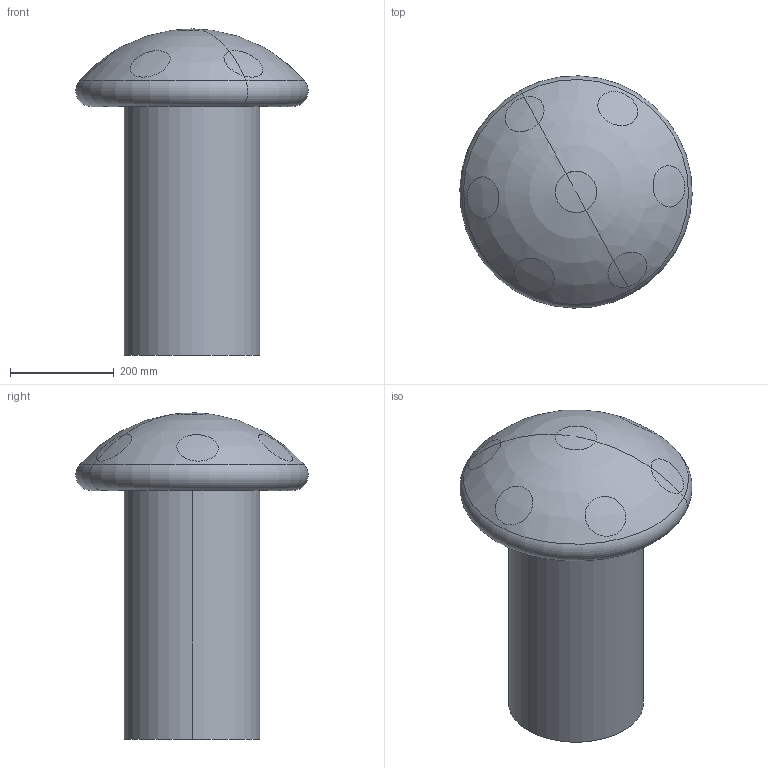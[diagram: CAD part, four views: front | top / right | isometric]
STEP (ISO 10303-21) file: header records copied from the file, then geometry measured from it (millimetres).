
FILE_DESCRIPTION(('FreeCAD Model'),'2;1');
FILE_NAME('Open CASCADE Shape Model','2024-04-29T15:48:54',('Author'),( ''),'Open CASCADE STEP processor 7.6','FreeCAD','Unknown');
FILE_SCHEMA(('AUTOMOTIVE_DESIGN { 1 0 10303 214 1 1 1 1 }'));
Length unit declared in the file: millimetre
Products named in the file (11): Unnamed; 20230315_Pilz_konzept; 20230315_Pilz_konzept008; 20230315_Pilz_konzept001; 20230315_Pilz_konzept002; 20230315_Pilz_konzept003; 20230315_Pilz_konzept004; 20230315_Pilz_konzept005; 20230315_Pilz_konzept006; 20230315_Pilz_konzept007; 20231116_Stepper_d_262
Assembly tree (10 placements, depth 3):
  Unnamed
    20230315_Pilz_konzept
    20230315_Pilz_konzept008
      20230315_Pilz_konzept001
      20230315_Pilz_konzept002
      20230315_Pilz_konzept003
      20230315_Pilz_konzept004
      20230315_Pilz_konzept005
      20230315_Pilz_konzept006
      20230315_Pilz_konzept007
    20231116_Stepper_d_262
Bounding box: 448.72 x 448.72 x 630 mm (x, y, z)
Volume: 40876763.4 mm3; surface area: 1050231.9 mm2
Topology: 9 solids, 9 shells, 69 faces, 134 edges, 87 vertices
Faces by surface type: cylinder 34, plane 19, sphere 12, torus 2, cone 2
Entity records: 2598 total; most frequent: CARTESIAN_POINT 927, DIRECTION 324, ORIENTED_EDGE 264, AXIS2_PLACEMENT_3D 144, EDGE_CURVE 132, VERTEX_POINT 87, FACE_BOUND 75, EDGE_LOOP 75
